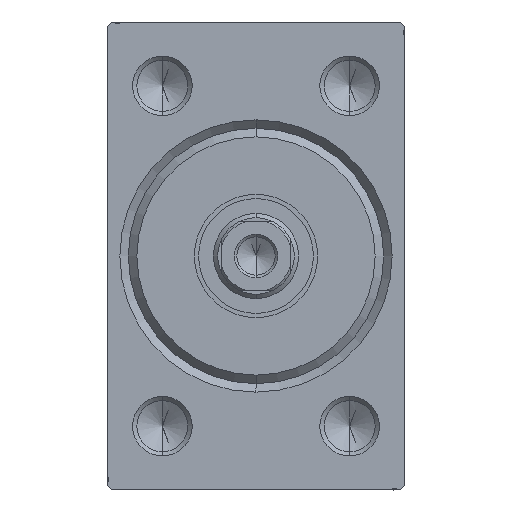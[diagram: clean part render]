
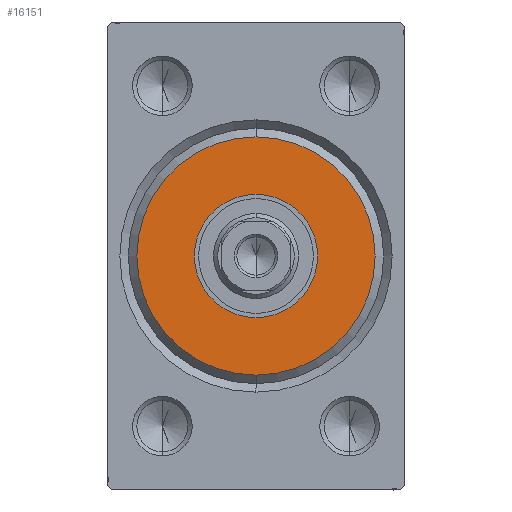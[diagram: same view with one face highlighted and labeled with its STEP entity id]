
A CAD part, left-side view. The second image highlights one B-rep face of the part: STEP entity #16151.
In plain terms, the highlighted face is planar.
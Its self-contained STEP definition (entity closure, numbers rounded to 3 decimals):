
#90 = FACE_OUTER_BOUND ( 'NONE', #28610, .T. ) ;
#205 = DIRECTION ( 'NONE',  ( 0., 0., -1. ) ) ;
#321 = DIRECTION ( 'NONE',  ( 0., 0., -1. ) ) ;
#463 = DIRECTION ( 'NONE',  ( 0., 0., -1. ) ) ;
#943 = CARTESIAN_POINT ( 'NONE',  ( 3., 0., 0. ) ) ;
#1767 = VERTEX_POINT ( 'NONE', #32772 ) ;
#3175 = VERTEX_POINT ( 'NONE', #19987 ) ;
#3617 = CARTESIAN_POINT ( 'NONE',  ( 3., 0., 0. ) ) ;
#4187 = CARTESIAN_POINT ( 'NONE',  ( 3., 0., 0. ) ) ;
#7418 = ORIENTED_EDGE ( 'NONE', *, *, #10598, .F. ) ;
#8272 = ORIENTED_EDGE ( 'NONE', *, *, #20412, .T. ) ;
#8309 = AXIS2_PLACEMENT_3D ( 'NONE', #10910, #14310, #463 ) ;
#10598 = EDGE_CURVE ( 'NONE', #31941, #1767, #19160, .T. ) ;
#10910 = CARTESIAN_POINT ( 'NONE',  ( 3., 0., 0. ) ) ;
#13682 = AXIS2_PLACEMENT_3D ( 'NONE', #943, #21626, #14792 ) ;
#14310 = DIRECTION ( 'NONE',  ( 1., 0., 0. ) ) ;
#14792 = DIRECTION ( 'NONE',  ( 0., 0., -1. ) ) ;
#16151 = ADVANCED_FACE ( 'NONE', ( #90, #28269 ), #24158, .T. ) ;
#16180 = DIRECTION ( 'NONE',  ( 0., 0., -1. ) ) ;
#17802 = CARTESIAN_POINT ( 'NONE',  ( 3., 0., 7.25 ) ) ;
#18041 = DIRECTION ( 'NONE',  ( 1., 0., 0. ) ) ;
#19160 = CIRCLE ( 'NONE', #8309, 7.25 ) ;
#19987 = CARTESIAN_POINT ( 'NONE',  ( 3., 0., -14. ) ) ;
#20276 = DIRECTION ( 'NONE',  ( 1., 0., 0. ) ) ;
#20412 = EDGE_CURVE ( 'NONE', #3175, #36279, #26571, .T. ) ;
#21626 = DIRECTION ( 'NONE',  ( 1., 0., 0. ) ) ;
#22963 = CARTESIAN_POINT ( 'NONE',  ( 3., 0., 14. ) ) ;
#24158 = PLANE ( 'NONE',  #27261 ) ;
#26571 = CIRCLE ( 'NONE', #27288, 14. ) ;
#27261 = AXIS2_PLACEMENT_3D ( 'NONE', #4187, #18041, #321 ) ;
#27288 = AXIS2_PLACEMENT_3D ( 'NONE', #3617, #28157, #205 ) ;
#28036 = EDGE_CURVE ( 'NONE', #36279, #3175, #33266, .T. ) ;
#28157 = DIRECTION ( 'NONE',  ( 1., 0., 0. ) ) ;
#28172 = EDGE_LOOP ( 'NONE', ( #32279, #7418 ) ) ;
#28269 = FACE_BOUND ( 'NONE', #28172, .T. ) ;
#28610 = EDGE_LOOP ( 'NONE', ( #38025, #8272 ) ) ;
#31941 = VERTEX_POINT ( 'NONE', #17802 ) ;
#32279 = ORIENTED_EDGE ( 'NONE', *, *, #35872, .F. ) ;
#32772 = CARTESIAN_POINT ( 'NONE',  ( 3., 0., -7.25 ) ) ;
#33266 = CIRCLE ( 'NONE', #13682, 14. ) ;
#35872 = EDGE_CURVE ( 'NONE', #1767, #31941, #41614, .T. ) ;
#36279 = VERTEX_POINT ( 'NONE', #22963 ) ;
#37263 = AXIS2_PLACEMENT_3D ( 'NONE', #42591, #20276, #16180 ) ;
#38025 = ORIENTED_EDGE ( 'NONE', *, *, #28036, .T. ) ;
#41614 = CIRCLE ( 'NONE', #37263, 7.25 ) ;
#42591 = CARTESIAN_POINT ( 'NONE',  ( 3., 0., 0. ) ) ;
